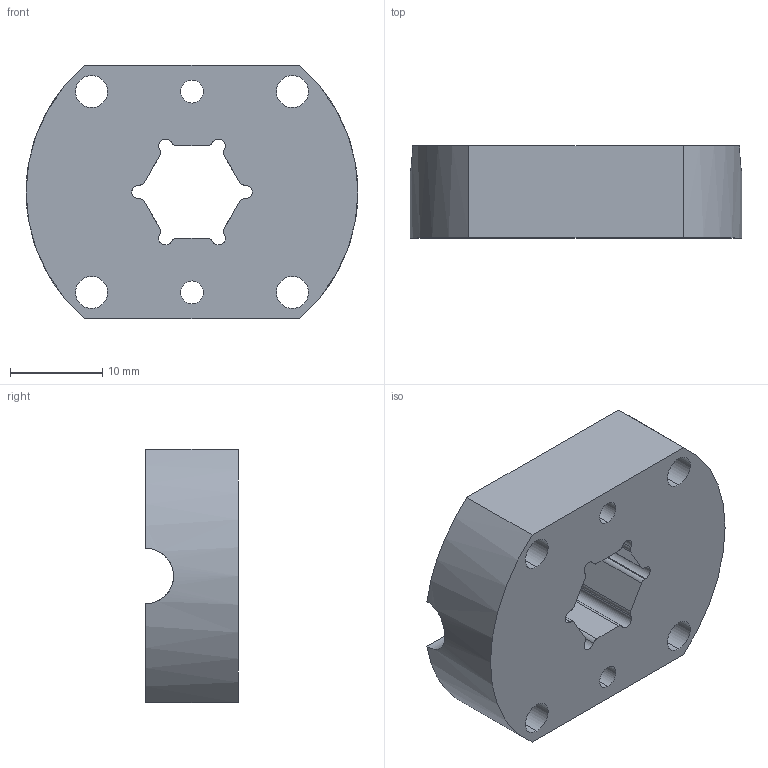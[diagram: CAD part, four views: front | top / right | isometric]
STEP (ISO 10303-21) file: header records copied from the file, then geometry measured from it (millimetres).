
FILE_DESCRIPTION (( 'STEP AP203' ), '1' );
FILE_NAME ('30-YS-0002-00.STEP', '2022-03-22T08:10:13', ( '' ), ( '' ), 'SwSTEP 2.0', 'SolidWorks 2020', '' );
FILE_SCHEMA (( 'CONFIG_CONTROL_DESIGN' ));
Length unit declared in the file: millimetre
Products named in the file (1): 30-YS-0002-00
Bounding box: 36 x 10 x 27.5 mm (x, y, z)
Volume: 7046.6 mm3; surface area: 3620.3 mm2
Topology: 1 solids, 1 shells, 53 faces, 156 edges, 104 vertices
Faces by surface type: cylinder 42, plane 11
Entity records: 2013 total; most frequent: CARTESIAN_POINT 462, DIRECTION 316, ORIENTED_EDGE 312, EDGE_CURVE 156, AXIS2_PLACEMENT_3D 124, VERTEX_POINT 104, CIRCLE 70, LINE 68
